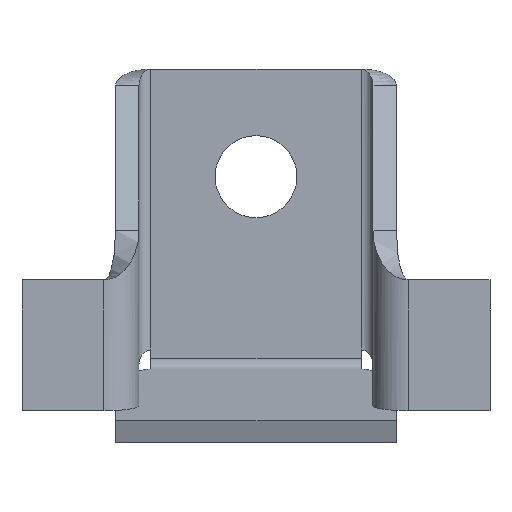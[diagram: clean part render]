
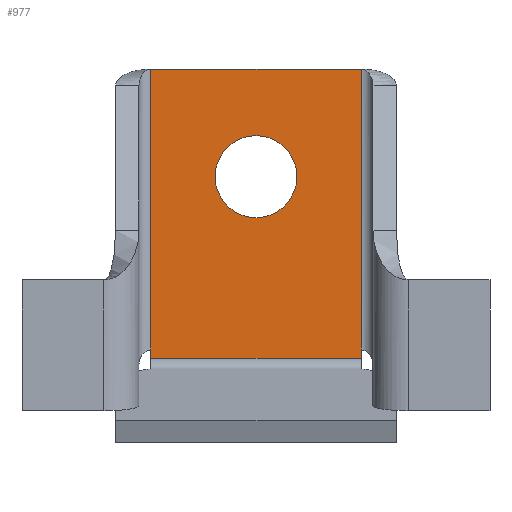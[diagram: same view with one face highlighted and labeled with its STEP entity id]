
A CAD part, front view. The second image highlights one B-rep face of the part: STEP entity #977.
In plain terms, the highlighted planar face has unit normal (0, -1, 0).
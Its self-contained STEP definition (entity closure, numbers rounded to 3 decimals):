
#11 = LINE ( 'NONE', #1495, #632 ) ;
#46 = EDGE_CURVE ( 'NONE', #477, #808, #968, .T. ) ;
#78 = EDGE_CURVE ( 'NONE', #1681, #280, #758, .T. ) ;
#224 = CARTESIAN_POINT ( 'NONE',  ( -4.5, 5.35, 15. ) ) ;
#235 = ORIENTED_EDGE ( 'NONE', *, *, #1010, .T. ) ;
#247 = FACE_OUTER_BOUND ( 'NONE', #864, .T. ) ;
#264 = CARTESIAN_POINT ( 'NONE',  ( 0., 5.35, 10.408 ) ) ;
#280 = VERTEX_POINT ( 'NONE', #1045 ) ;
#294 = VECTOR ( 'NONE', #1203, 1000. ) ;
#327 = ORIENTED_EDGE ( 'NONE', *, *, #46, .F. ) ;
#328 = CARTESIAN_POINT ( 'NONE',  ( -6., 5.35, 15. ) ) ;
#366 = DIRECTION ( 'NONE',  ( 1., 0., 0. ) ) ;
#434 = DIRECTION ( 'NONE',  ( 0., 1., 0. ) ) ;
#450 = EDGE_CURVE ( 'NONE', #808, #643, #694, .T. ) ;
#477 = VERTEX_POINT ( 'NONE', #1162 ) ;
#486 = EDGE_CURVE ( 'NONE', #477, #280, #1074, .T. ) ;
#619 = VERTEX_POINT ( 'NONE', #224 ) ;
#632 = VECTOR ( 'NONE', #366, 1000. ) ;
#643 = VERTEX_POINT ( 'NONE', #756 ) ;
#649 = CARTESIAN_POINT ( 'NONE',  ( -4.5, 5.35, 2.65 ) ) ;
#653 = CIRCLE ( 'NONE', #1268, 1.75 ) ;
#661 = EDGE_CURVE ( 'NONE', #619, #1681, #11, .T. ) ;
#694 = LINE ( 'NONE', #649, #915 ) ;
#740 = ORIENTED_EDGE ( 'NONE', *, *, #78, .F. ) ;
#756 = CARTESIAN_POINT ( 'NONE',  ( -4.5, 5.35, 3. ) ) ;
#758 = LINE ( 'NONE', #1413, #1001 ) ;
#759 = CARTESIAN_POINT ( 'NONE',  ( 0., 5.35, 12.158 ) ) ;
#808 = VERTEX_POINT ( 'NONE', #917 ) ;
#826 = ORIENTED_EDGE ( 'NONE', *, *, #486, .T. ) ;
#829 = ORIENTED_EDGE ( 'NONE', *, *, #450, .F. ) ;
#853 = DIRECTION ( 'NONE',  ( 0., 0., 1. ) ) ;
#864 = EDGE_LOOP ( 'NONE', ( #1661, #829, #327, #826, #740, #1159 ) ) ;
#911 = DIRECTION ( 'NONE',  ( 0., 0., 1. ) ) ;
#915 = VECTOR ( 'NONE', #1270, 1000. ) ;
#917 = CARTESIAN_POINT ( 'NONE',  ( -4.5, 5.35, 2.65 ) ) ;
#959 = PLANE ( 'NONE',  #1068 ) ;
#968 = LINE ( 'NONE', #1140, #1514 ) ;
#970 = VERTEX_POINT ( 'NONE', #1453 ) ;
#974 = DIRECTION ( 'NONE',  ( 0., 0., 1. ) ) ;
#977 = ADVANCED_FACE ( 'NONE', ( #1616, #247 ), #959, .F. ) ;
#990 = DIRECTION ( 'NONE',  ( 0., 1., 0. ) ) ;
#1001 = VECTOR ( 'NONE', #1155, 1000. ) ;
#1010 = EDGE_CURVE ( 'NONE', #970, #1238, #653, .T. ) ;
#1012 = DIRECTION ( 'NONE',  ( 0., 0., -1. ) ) ;
#1045 = CARTESIAN_POINT ( 'NONE',  ( 4.5, 5.35, 3. ) ) ;
#1068 = AXIS2_PLACEMENT_3D ( 'NONE', #328, #434, #974 ) ;
#1074 = LINE ( 'NONE', #1338, #294 ) ;
#1125 = CIRCLE ( 'NONE', #1432, 1.75 ) ;
#1138 = CARTESIAN_POINT ( 'NONE',  ( 4.5, 5.35, 15. ) ) ;
#1140 = CARTESIAN_POINT ( 'NONE',  ( 4.5, 5.35, 2.65 ) ) ;
#1155 = DIRECTION ( 'NONE',  ( 0., 0., -1. ) ) ;
#1159 = ORIENTED_EDGE ( 'NONE', *, *, #661, .F. ) ;
#1162 = CARTESIAN_POINT ( 'NONE',  ( 4.5, 5.35, 2.65 ) ) ;
#1165 = DIRECTION ( 'NONE',  ( 0., 1., 0. ) ) ;
#1202 = ORIENTED_EDGE ( 'NONE', *, *, #1349, .T. ) ;
#1203 = DIRECTION ( 'NONE',  ( 0., 0., 1. ) ) ;
#1238 = VERTEX_POINT ( 'NONE', #759 ) ;
#1268 = AXIS2_PLACEMENT_3D ( 'NONE', #1364, #990, #853 ) ;
#1270 = DIRECTION ( 'NONE',  ( 0., 0., 1. ) ) ;
#1286 = DIRECTION ( 'NONE',  ( -1., 0., 0. ) ) ;
#1338 = CARTESIAN_POINT ( 'NONE',  ( 4.5, 5.35, 2.65 ) ) ;
#1349 = EDGE_CURVE ( 'NONE', #1238, #970, #1125, .T. ) ;
#1364 = CARTESIAN_POINT ( 'NONE',  ( 0., 5.35, 10.408 ) ) ;
#1374 = EDGE_LOOP ( 'NONE', ( #1202, #235 ) ) ;
#1407 = LINE ( 'NONE', #1651, #1506 ) ;
#1413 = CARTESIAN_POINT ( 'NONE',  ( 4.5, 5.35, 15. ) ) ;
#1432 = AXIS2_PLACEMENT_3D ( 'NONE', #264, #1165, #911 ) ;
#1453 = CARTESIAN_POINT ( 'NONE',  ( 0., 5.35, 8.658 ) ) ;
#1495 = CARTESIAN_POINT ( 'NONE',  ( -6., 5.35, 15. ) ) ;
#1506 = VECTOR ( 'NONE', #1012, 1000. ) ;
#1514 = VECTOR ( 'NONE', #1286, 1000. ) ;
#1616 = FACE_BOUND ( 'NONE', #1374, .T. ) ;
#1651 = CARTESIAN_POINT ( 'NONE',  ( -4.5, 5.35, 15. ) ) ;
#1661 = ORIENTED_EDGE ( 'NONE', *, *, #1677, .T. ) ;
#1677 = EDGE_CURVE ( 'NONE', #619, #643, #1407, .T. ) ;
#1681 = VERTEX_POINT ( 'NONE', #1138 ) ;
